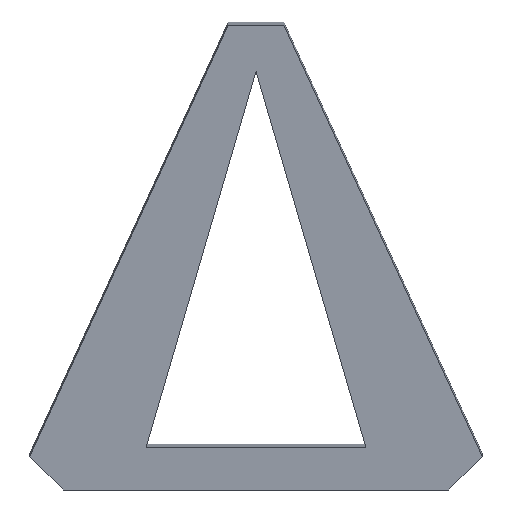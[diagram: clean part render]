
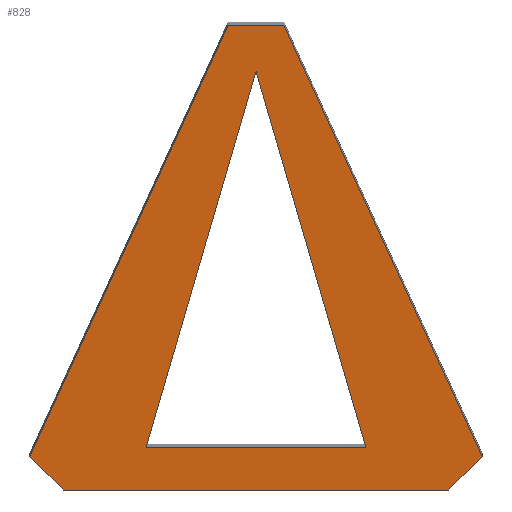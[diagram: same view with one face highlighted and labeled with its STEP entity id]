
A CAD part, front view. The second image highlights one B-rep face of the part: STEP entity #828.
In plain terms, the highlighted planar face has unit normal (0, -0.994, -0.111).
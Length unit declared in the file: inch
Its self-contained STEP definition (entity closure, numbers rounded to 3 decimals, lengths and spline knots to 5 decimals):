
#16 = CARTESIAN_POINT ( 'NONE',  ( -0.29782, 0.28633, 5.16475 ) ) ;
#105 = VECTOR ( 'NONE', #1232, 39.37008 ) ;
#136 = DIRECTION ( 'NONE',  ( 0., 0.994, 0.111 ) ) ;
#142 = ORIENTED_EDGE ( 'NONE', *, *, #311, .F. ) ;
#153 = LINE ( 'NONE', #850, #2728 ) ;
#161 = FACE_OUTER_BOUND ( 'NONE', #404, .T. ) ;
#170 = VERTEX_POINT ( 'NONE', #1454 ) ;
#204 = CARTESIAN_POINT ( 'NONE',  ( 0., 0.34139, 4.67231 ) ) ;
#264 = LINE ( 'NONE', #1136, #831 ) ;
#268 = EDGE_CURVE ( 'NONE', #2374, #2335, #1128, .T. ) ;
#311 = EDGE_CURVE ( 'NONE', #1147, #1334, #2223, .T. ) ;
#324 = VECTOR ( 'NONE', #2163, 39.37008 ) ;
#349 = ORIENTED_EDGE ( 'NONE', *, *, #2649, .F. ) ;
#380 = PLANE ( 'NONE',  #2248 ) ;
#404 = EDGE_LOOP ( 'NONE', ( #349, #841, #1740, #1531, #142, #1576 ) ) ;
#406 = LINE ( 'NONE', #832, #105 ) ;
#431 = VECTOR ( 'NONE', #716, 39.37008 ) ;
#452 = CARTESIAN_POINT ( 'NONE',  ( 0.98418, 0.96186, -0.87662 ) ) ;
#474 = CARTESIAN_POINT ( 'NONE',  ( 0., 0.28633, 5.16475 ) ) ;
#497 = CARTESIAN_POINT ( 'NONE',  ( 0.29782, 0.28633, 5.16475 ) ) ;
#500 = LINE ( 'NONE', #474, #431 ) ;
#544 = VERTEX_POINT ( 'NONE', #16 ) ;
#627 = EDGE_LOOP ( 'NONE', ( #628, #1361, #1092 ) ) ;
#628 = ORIENTED_EDGE ( 'NONE', *, *, #1275, .F. ) ;
#716 = DIRECTION ( 'NONE',  ( 1., 0., 0. ) ) ;
#791 = DIRECTION ( 'NONE',  ( 0.416, 0.101, -0.904 ) ) ;
#828 = ADVANCED_FACE ( 'NONE', ( #161, #1686 ), #380, .F. ) ;
#831 = VECTOR ( 'NONE', #2005, 39.37008 ) ;
#832 = CARTESIAN_POINT ( 'NONE',  ( -2.17481, 0.74272, 1.08318 ) ) ;
#841 = ORIENTED_EDGE ( 'NONE', *, *, #1950, .F. ) ;
#850 = CARTESIAN_POINT ( 'NONE',  ( 0., 0.84153, 0.19952 ) ) ;
#894 = VERTEX_POINT ( 'NONE', #1048 ) ;
#974 = VECTOR ( 'NONE', #791, 39.37008 ) ;
#1025 = VERTEX_POINT ( 'NONE', #204 ) ;
#1032 = CARTESIAN_POINT ( 'NONE',  ( 2.17481, 0.74272, 1.08318 ) ) ;
#1048 = CARTESIAN_POINT ( 'NONE',  ( 2.06032, 0.84153, 0.19952 ) ) ;
#1092 = ORIENTED_EDGE ( 'NONE', *, *, #2081, .F. ) ;
#1128 = LINE ( 'NONE', #2403, #324 ) ;
#1136 = CARTESIAN_POINT ( 'NONE',  ( -1.23313, 0.81339, 0.45119 ) ) ;
#1147 = VERTEX_POINT ( 'NONE', #2080 ) ;
#1186 = EDGE_CURVE ( 'NONE', #894, #1147, #153, .T. ) ;
#1232 = DIRECTION ( 'NONE',  ( 0.416, -0.101, 0.904 ) ) ;
#1275 = EDGE_CURVE ( 'NONE', #2335, #1025, #2210, .T. ) ;
#1334 = VERTEX_POINT ( 'NONE', #1981 ) ;
#1361 = ORIENTED_EDGE ( 'NONE', *, *, #268, .F. ) ;
#1454 = CARTESIAN_POINT ( 'NONE',  ( 2.41711, 0.80164, 0.55631 ) ) ;
#1493 = EDGE_CURVE ( 'NONE', #544, #1721, #500, .T. ) ;
#1531 = ORIENTED_EDGE ( 'NONE', *, *, #2015, .F. ) ;
#1536 = DIRECTION ( 'NONE',  ( -0.705, 0.079, -0.705 ) ) ;
#1576 = ORIENTED_EDGE ( 'NONE', *, *, #1186, .F. ) ;
#1661 = DIRECTION ( 'NONE',  ( 0., -0.111, 0.994 ) ) ;
#1686 = FACE_BOUND ( 'NONE', #627, .T. ) ;
#1711 = LINE ( 'NONE', #452, #2238 ) ;
#1721 = VERTEX_POINT ( 'NONE', #497 ) ;
#1740 = ORIENTED_EDGE ( 'NONE', *, *, #1493, .F. ) ;
#1741 = CARTESIAN_POINT ( 'NONE',  ( 1.17468, 0.79101, 0.6513 ) ) ;
#1752 = CARTESIAN_POINT ( 'NONE',  ( -0.98418, 0.96186, -0.87662 ) ) ;
#1941 = CARTESIAN_POINT ( 'NONE',  ( -1.17468, 0.79101, 0.6513 ) ) ;
#1950 = EDGE_CURVE ( 'NONE', #1721, #170, #2725, .T. ) ;
#1978 = VECTOR ( 'NONE', #2630, 39.37008 ) ;
#1981 = CARTESIAN_POINT ( 'NONE',  ( -2.41711, 0.80164, 0.55631 ) ) ;
#2005 = DIRECTION ( 'NONE',  ( -0.279, 0.107, -0.954 ) ) ;
#2015 = EDGE_CURVE ( 'NONE', #1334, #544, #406, .T. ) ;
#2080 = CARTESIAN_POINT ( 'NONE',  ( -2.06032, 0.84153, 0.19952 ) ) ;
#2081 = EDGE_CURVE ( 'NONE', #1025, #2374, #264, .T. ) ;
#2163 = DIRECTION ( 'NONE',  ( 1., 0., 0. ) ) ;
#2210 = LINE ( 'NONE', #2603, #1978 ) ;
#2223 = LINE ( 'NONE', #1752, #2272 ) ;
#2238 = VECTOR ( 'NONE', #1536, 39.37008 ) ;
#2248 = AXIS2_PLACEMENT_3D ( 'NONE', #2752, #136, #1661 ) ;
#2272 = VECTOR ( 'NONE', #2606, 39.37008 ) ;
#2335 = VERTEX_POINT ( 'NONE', #1741 ) ;
#2374 = VERTEX_POINT ( 'NONE', #1941 ) ;
#2403 = CARTESIAN_POINT ( 'NONE',  ( 0., 0.79101, 0.6513 ) ) ;
#2603 = CARTESIAN_POINT ( 'NONE',  ( 1.23313, 0.81339, 0.45119 ) ) ;
#2606 = DIRECTION ( 'NONE',  ( -0.705, -0.079, 0.705 ) ) ;
#2630 = DIRECTION ( 'NONE',  ( -0.279, -0.107, 0.954 ) ) ;
#2649 = EDGE_CURVE ( 'NONE', #170, #894, #1711, .T. ) ;
#2725 = LINE ( 'NONE', #1032, #974 ) ;
#2728 = VECTOR ( 'NONE', #2741, 39.37008 ) ;
#2741 = DIRECTION ( 'NONE',  ( -1., 0., 0. ) ) ;
#2752 = CARTESIAN_POINT ( 'NONE',  ( 0., 0.85317, 0.0954 ) ) ;
